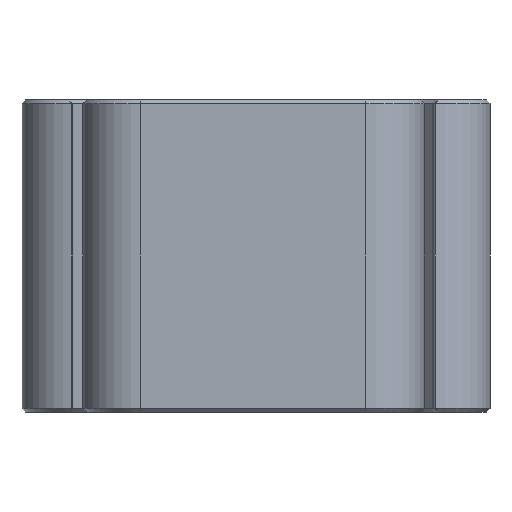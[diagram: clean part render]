
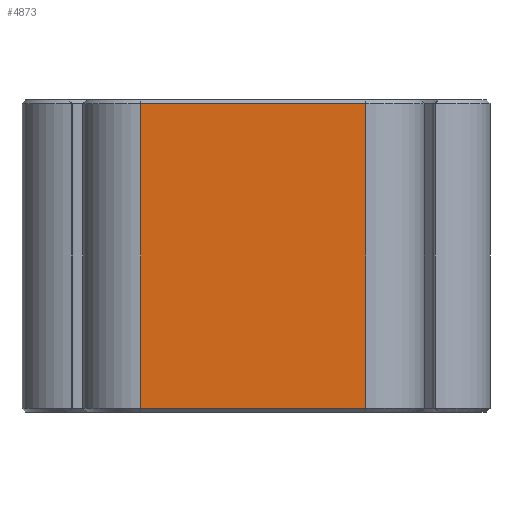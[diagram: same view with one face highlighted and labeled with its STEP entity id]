
A CAD part, front view. The second image highlights one B-rep face of the part: STEP entity #4873.
In plain terms, the highlighted planar face has unit normal (0, -1, 0).
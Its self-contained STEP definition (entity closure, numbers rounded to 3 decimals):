
#1052 = PLANE('',#1053);
#1053 = AXIS2_PLACEMENT_3D('',#1054,#1055,#1056);
#1054 = CARTESIAN_POINT('',(49.421,-11.3,-27.45));
#1055 = DIRECTION('',(0.,-0.707,-0.707));
#1056 = DIRECTION('',(-1.,0.,0.));
#2482 = PLANE('',#2483);
#2483 = AXIS2_PLACEMENT_3D('',#2484,#2485,#2486);
#2484 = CARTESIAN_POINT('',(49.421,-11.3,-19.55));
#2485 = DIRECTION('',(0.,-0.707,0.707));
#2486 = DIRECTION('',(-1.,0.,0.));
#3270 = VERTEX_POINT('',#3271);
#3271 = CARTESIAN_POINT('',(50.724,-11.35,-27.4));
#3286 = CYLINDRICAL_SURFACE('',#3287,1.5);
#3287 = AXIS2_PLACEMENT_3D('',#3288,#3289,#3290);
#3288 = CARTESIAN_POINT('',(50.724,-9.85,-19.5));
#3289 = DIRECTION('',(0.,0.,-1.));
#3290 = DIRECTION('',(0.998,-0.056,
    0.));
#3325 = VERTEX_POINT('',#3326);
#3326 = CARTESIAN_POINT('',(44.961,-11.35,-27.4));
#3349 = EDGE_CURVE('',#3270,#3325,#3350,.T.);
#3350 = SURFACE_CURVE('',#3351,(#3355,#3362),.PCURVE_S1.);
#3351 = LINE('',#3352,#3353);
#3352 = CARTESIAN_POINT('',(49.421,-11.35,-27.4));
#3353 = VECTOR('',#3354,1.);
#3354 = DIRECTION('',(-1.,0.,0.));
#3355 = PCURVE('',#1052,#3356);
#3356 = DEFINITIONAL_REPRESENTATION('',(#3357),#3361);
#3357 = LINE('',#3358,#3359);
#3358 = CARTESIAN_POINT('',(0.,-0.071));
#3359 = VECTOR('',#3360,1.);
#3360 = DIRECTION('',(1.,0.));
#3361 = ( GEOMETRIC_REPRESENTATION_CONTEXT(2) 
PARAMETRIC_REPRESENTATION_CONTEXT() REPRESENTATION_CONTEXT('2D SPACE',''
  ) );
#3362 = PCURVE('',#3363,#3368);
#3363 = PLANE('',#3364);
#3364 = AXIS2_PLACEMENT_3D('',#3365,#3366,#3367);
#3365 = CARTESIAN_POINT('',(50.921,-11.35,-19.5));
#3366 = DIRECTION('',(0.,-1.,0.));
#3367 = DIRECTION('',(-1.,0.,0.));
#3368 = DEFINITIONAL_REPRESENTATION('',(#3369),#3373);
#3369 = LINE('',#3370,#3371);
#3370 = CARTESIAN_POINT('',(1.5,7.9));
#3371 = VECTOR('',#3372,1.);
#3372 = DIRECTION('',(1.,0.));
#3373 = ( GEOMETRIC_REPRESENTATION_CONTEXT(2) 
PARAMETRIC_REPRESENTATION_CONTEXT() REPRESENTATION_CONTEXT('2D SPACE',''
  ) );
#3397 = CYLINDRICAL_SURFACE('',#3398,1.5);
#3398 = AXIS2_PLACEMENT_3D('',#3399,#3400,#3401);
#3399 = CARTESIAN_POINT('',(44.961,-9.85,-19.5));
#3400 = DIRECTION('',(0.,0.,1.));
#3401 = DIRECTION('',(-0.989,-0.15,0.)
  );
#4323 = VERTEX_POINT('',#4324);
#4324 = CARTESIAN_POINT('',(44.961,-11.35,-19.6));
#4493 = VERTEX_POINT('',#4494);
#4494 = CARTESIAN_POINT('',(50.724,-11.35,-19.6));
#4517 = EDGE_CURVE('',#4323,#4493,#4518,.T.);
#4518 = SURFACE_CURVE('',#4519,(#4523,#4530),.PCURVE_S1.);
#4519 = LINE('',#4520,#4521);
#4520 = CARTESIAN_POINT('',(49.421,-11.35,-19.6));
#4521 = VECTOR('',#4522,1.);
#4522 = DIRECTION('',(1.,0.,0.));
#4523 = PCURVE('',#2482,#4524);
#4524 = DEFINITIONAL_REPRESENTATION('',(#4525),#4529);
#4525 = LINE('',#4526,#4527);
#4526 = CARTESIAN_POINT('',(-0.,0.071));
#4527 = VECTOR('',#4528,1.);
#4528 = DIRECTION('',(-1.,0.));
#4529 = ( GEOMETRIC_REPRESENTATION_CONTEXT(2) 
PARAMETRIC_REPRESENTATION_CONTEXT() REPRESENTATION_CONTEXT('2D SPACE',''
  ) );
#4530 = PCURVE('',#3363,#4531);
#4531 = DEFINITIONAL_REPRESENTATION('',(#4532),#4536);
#4532 = LINE('',#4533,#4534);
#4533 = CARTESIAN_POINT('',(1.5,0.1));
#4534 = VECTOR('',#4535,1.);
#4535 = DIRECTION('',(-1.,0.));
#4536 = ( GEOMETRIC_REPRESENTATION_CONTEXT(2) 
PARAMETRIC_REPRESENTATION_CONTEXT() REPRESENTATION_CONTEXT('2D SPACE',''
  ) );
#4853 = EDGE_CURVE('',#4493,#3270,#4854,.T.);
#4854 = SURFACE_CURVE('',#4855,(#4859,#4866),.PCURVE_S1.);
#4855 = LINE('',#4856,#4857);
#4856 = CARTESIAN_POINT('',(50.724,-11.35,-19.5));
#4857 = VECTOR('',#4858,1.);
#4858 = DIRECTION('',(0.,0.,-1.));
#4859 = PCURVE('',#3286,#4860);
#4860 = DEFINITIONAL_REPRESENTATION('',(#4861),#4865);
#4861 = LINE('',#4862,#4863);
#4862 = CARTESIAN_POINT('',(1.515,0.));
#4863 = VECTOR('',#4864,1.);
#4864 = DIRECTION('',(0.,1.));
#4865 = ( GEOMETRIC_REPRESENTATION_CONTEXT(2) 
PARAMETRIC_REPRESENTATION_CONTEXT() REPRESENTATION_CONTEXT('2D SPACE',''
  ) );
#4866 = PCURVE('',#3363,#4867);
#4867 = DEFINITIONAL_REPRESENTATION('',(#4868),#4872);
#4868 = LINE('',#4869,#4870);
#4869 = CARTESIAN_POINT('',(0.197,0.));
#4870 = VECTOR('',#4871,1.);
#4871 = DIRECTION('',(0.,1.));
#4872 = ( GEOMETRIC_REPRESENTATION_CONTEXT(2) 
PARAMETRIC_REPRESENTATION_CONTEXT() REPRESENTATION_CONTEXT('2D SPACE',''
  ) );
#4873 = ADVANCED_FACE('',(#4874),#3363,.T.);
#4874 = FACE_BOUND('',#4875,.T.);
#4875 = EDGE_LOOP('',(#4876,#4877,#4878,#4879));
#4876 = ORIENTED_EDGE('',*,*,#3349,.F.);
#4877 = ORIENTED_EDGE('',*,*,#4853,.F.);
#4878 = ORIENTED_EDGE('',*,*,#4517,.F.);
#4879 = ORIENTED_EDGE('',*,*,#4880,.F.);
#4880 = EDGE_CURVE('',#3325,#4323,#4881,.T.);
#4881 = SURFACE_CURVE('',#4882,(#4886,#4893),.PCURVE_S1.);
#4882 = LINE('',#4883,#4884);
#4883 = CARTESIAN_POINT('',(44.961,-11.35,-19.5));
#4884 = VECTOR('',#4885,1.);
#4885 = DIRECTION('',(0.,0.,1.));
#4886 = PCURVE('',#3363,#4887);
#4887 = DEFINITIONAL_REPRESENTATION('',(#4888),#4892);
#4888 = LINE('',#4889,#4890);
#4889 = CARTESIAN_POINT('',(5.96,0.));
#4890 = VECTOR('',#4891,1.);
#4891 = DIRECTION('',(0.,-1.));
#4892 = ( GEOMETRIC_REPRESENTATION_CONTEXT(2) 
PARAMETRIC_REPRESENTATION_CONTEXT() REPRESENTATION_CONTEXT('2D SPACE',''
  ) );
#4893 = PCURVE('',#3397,#4894);
#4894 = DEFINITIONAL_REPRESENTATION('',(#4895),#4899);
#4895 = LINE('',#4896,#4897);
#4896 = CARTESIAN_POINT('',(1.42,0.));
#4897 = VECTOR('',#4898,1.);
#4898 = DIRECTION('',(0.,1.));
#4899 = ( GEOMETRIC_REPRESENTATION_CONTEXT(2) 
PARAMETRIC_REPRESENTATION_CONTEXT() REPRESENTATION_CONTEXT('2D SPACE',''
  ) );
